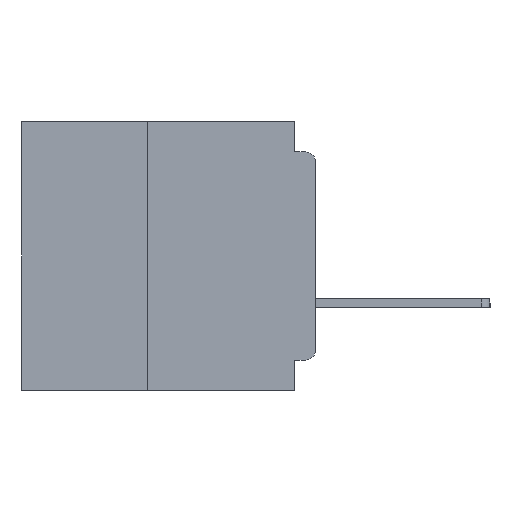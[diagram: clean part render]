
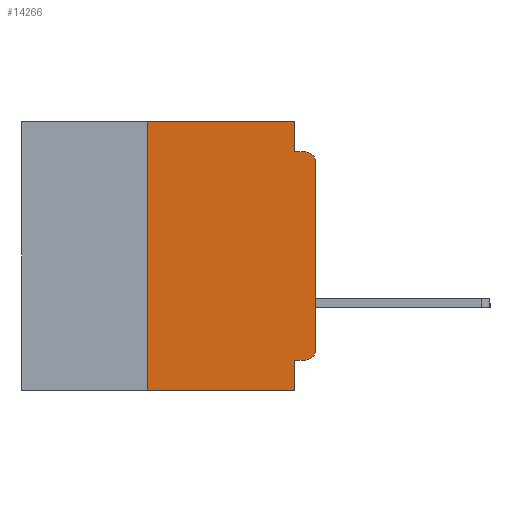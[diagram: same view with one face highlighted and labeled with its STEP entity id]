
A CAD part, left-side view. The second image highlights one B-rep face of the part: STEP entity #14266.
In plain terms, the highlighted planar face has unit normal (-1, 0, 0).
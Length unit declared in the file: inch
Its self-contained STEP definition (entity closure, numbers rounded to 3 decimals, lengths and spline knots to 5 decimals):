
#266 = CARTESIAN_POINT ( 'NONE',  ( 0., 0., -0.045 ) ) ;
#534 = VECTOR ( 'NONE', #24375, 39.37008 ) ;
#1691 = ORIENTED_EDGE ( 'NONE', *, *, #18441, .T. ) ;
#2095 = LINE ( 'NONE', #5824, #36790 ) ;
#2389 = CARTESIAN_POINT ( 'NONE',  ( 0., 0.031, 0. ) ) ;
#2406 = CARTESIAN_POINT ( 'NONE',  ( 0., 0.015, -0.34 ) ) ;
#2471 = VERTEX_POINT ( 'NONE', #33190 ) ;
#2497 = CARTESIAN_POINT ( 'NONE',  ( 0., 0.437, 0. ) ) ;
#2887 = EDGE_CURVE ( 'NONE', #32002, #29697, #21746, .T. ) ;
#3438 = DIRECTION ( 'NONE',  ( 0., -1., 0. ) ) ;
#3795 = CARTESIAN_POINT ( 'NONE',  ( 0., 0.437, 0. ) ) ;
#5206 = EDGE_CURVE ( 'NONE', #27658, #32002, #14038, .T. ) ;
#5277 = ORIENTED_EDGE ( 'NONE', *, *, #22169, .T. ) ;
#5748 = DIRECTION ( 'NONE',  ( 0., 0., -1. ) ) ;
#5824 = CARTESIAN_POINT ( 'NONE',  ( 0., 0., 0. ) ) ;
#5937 = EDGE_CURVE ( 'NONE', #37747, #2471, #9345, .T. ) ;
#7613 = EDGE_LOOP ( 'NONE', ( #34845, #1691, #8073, #8197, #39088, #9653, #5277, #34747, #39843, #24825 ) ) ;
#8073 = ORIENTED_EDGE ( 'NONE', *, *, #15112, .F. ) ;
#8197 = ORIENTED_EDGE ( 'NONE', *, *, #9013, .F. ) ;
#9013 = EDGE_CURVE ( 'NONE', #19159, #32733, #16749, .T. ) ;
#9180 = DIRECTION ( 'NONE',  ( 1., 0., 0. ) ) ;
#9345 = LINE ( 'NONE', #20953, #534 ) ;
#9382 = VERTEX_POINT ( 'NONE', #28995 ) ;
#9653 = ORIENTED_EDGE ( 'NONE', *, *, #5937, .F. ) ;
#10289 = VECTOR ( 'NONE', #26722, 39.37008 ) ;
#10904 = CARTESIAN_POINT ( 'NONE',  ( 0., 0.25, -0.4 ) ) ;
#12740 = CARTESIAN_POINT ( 'NONE',  ( 0., 0.015, -0.045 ) ) ;
#13071 = VECTOR ( 'NONE', #32151, 39.37008 ) ;
#13594 = DIRECTION ( 'NONE',  ( 0., 1., 0. ) ) ;
#14038 = LINE ( 'NONE', #29762, #21693 ) ;
#14125 = CARTESIAN_POINT ( 'NONE',  ( 0., 0.031, 0. ) ) ;
#14266 = ADVANCED_FACE ( 'NONE', ( #32910 ), #41560, .F. ) ;
#15015 = DIRECTION ( 'NONE',  ( -1., 0., 0. ) ) ;
#15112 = EDGE_CURVE ( 'NONE', #32733, #24257, #41465, .T. ) ;
#16749 = LINE ( 'NONE', #14125, #24388 ) ;
#18150 = EDGE_CURVE ( 'NONE', #2471, #19159, #26615, .T. ) ;
#18441 = EDGE_CURVE ( 'NONE', #29750, #24257, #25070, .T. ) ;
#18904 = DIRECTION ( 'NONE',  ( 0., 0., 1. ) ) ;
#19159 = VERTEX_POINT ( 'NONE', #2389 ) ;
#19966 = CARTESIAN_POINT ( 'NONE',  ( 0., 0.031, -0.045 ) ) ;
#20002 = DIRECTION ( 'NONE',  ( 0., -1., 0. ) ) ;
#20953 = CARTESIAN_POINT ( 'NONE',  ( 0., 0.25, -0.4 ) ) ;
#21693 = VECTOR ( 'NONE', #13594, 39.37008 ) ;
#21746 = LINE ( 'NONE', #25707, #13071 ) ;
#22169 = EDGE_CURVE ( 'NONE', #37747, #29697, #32334, .T. ) ;
#22547 = EDGE_CURVE ( 'NONE', #27658, #9382, #39542, .T. ) ;
#22756 = VECTOR ( 'NONE', #20002, 39.37008 ) ;
#23478 = CARTESIAN_POINT ( 'NONE',  ( 0., 0., -0.06 ) ) ;
#23955 = DIRECTION ( 'NONE',  ( 0., 0., -1. ) ) ;
#24228 = AXIS2_PLACEMENT_3D ( 'NONE', #34421, #15015, #37666 ) ;
#24257 = VERTEX_POINT ( 'NONE', #12740 ) ;
#24375 = DIRECTION ( 'NONE',  ( 0., 0., 1. ) ) ;
#24388 = VECTOR ( 'NONE', #23955, 39.37008 ) ;
#24825 = ORIENTED_EDGE ( 'NONE', *, *, #22547, .T. ) ;
#25070 = CIRCLE ( 'NONE', #24228, 0.015 ) ;
#25296 = VECTOR ( 'NONE', #3438, 39.37008 ) ;
#25388 = DIRECTION ( 'NONE',  ( -1., 0., 0. ) ) ;
#25707 = CARTESIAN_POINT ( 'NONE',  ( 0., 0.031, -0.4 ) ) ;
#26615 = LINE ( 'NONE', #3795, #10289 ) ;
#26722 = DIRECTION ( 'NONE',  ( 0., -1., 0. ) ) ;
#27658 = VERTEX_POINT ( 'NONE', #39747 ) ;
#28995 = CARTESIAN_POINT ( 'NONE',  ( 0., 0., -0.34 ) ) ;
#29697 = VERTEX_POINT ( 'NONE', #32781 ) ;
#29750 = VERTEX_POINT ( 'NONE', #23478 ) ;
#29762 = CARTESIAN_POINT ( 'NONE',  ( 0., 0., -0.355 ) ) ;
#30015 = EDGE_CURVE ( 'NONE', #9382, #29750, #2095, .T. ) ;
#31909 = DIRECTION ( 'NONE',  ( 0., 0., -1. ) ) ;
#32002 = VERTEX_POINT ( 'NONE', #32734 ) ;
#32151 = DIRECTION ( 'NONE',  ( 0., 0., -1. ) ) ;
#32334 = LINE ( 'NONE', #36112, #22756 ) ;
#32733 = VERTEX_POINT ( 'NONE', #19966 ) ;
#32734 = CARTESIAN_POINT ( 'NONE',  ( 0., 0.031, -0.355 ) ) ;
#32781 = CARTESIAN_POINT ( 'NONE',  ( 0., 0.031, -0.4 ) ) ;
#32910 = FACE_OUTER_BOUND ( 'NONE', #7613, .T. ) ;
#33190 = CARTESIAN_POINT ( 'NONE',  ( 0., 0.25, 0. ) ) ;
#34421 = CARTESIAN_POINT ( 'NONE',  ( 0., 0.015, -0.06 ) ) ;
#34747 = ORIENTED_EDGE ( 'NONE', *, *, #2887, .F. ) ;
#34845 = ORIENTED_EDGE ( 'NONE', *, *, #30015, .T. ) ;
#36112 = CARTESIAN_POINT ( 'NONE',  ( 0., 0.437, -0.4 ) ) ;
#36790 = VECTOR ( 'NONE', #18904, 39.37008 ) ;
#37666 = DIRECTION ( 'NONE',  ( 0., 0., -1. ) ) ;
#37747 = VERTEX_POINT ( 'NONE', #10904 ) ;
#39088 = ORIENTED_EDGE ( 'NONE', *, *, #18150, .F. ) ;
#39542 = CIRCLE ( 'NONE', #39718, 0.015 ) ;
#39718 = AXIS2_PLACEMENT_3D ( 'NONE', #2406, #25388, #5748 ) ;
#39747 = CARTESIAN_POINT ( 'NONE',  ( 0., 0.015, -0.355 ) ) ;
#39843 = ORIENTED_EDGE ( 'NONE', *, *, #5206, .F. ) ;
#41440 = AXIS2_PLACEMENT_3D ( 'NONE', #2497, #9180, #31909 ) ;
#41465 = LINE ( 'NONE', #266, #25296 ) ;
#41560 = PLANE ( 'NONE',  #41440 ) ;
